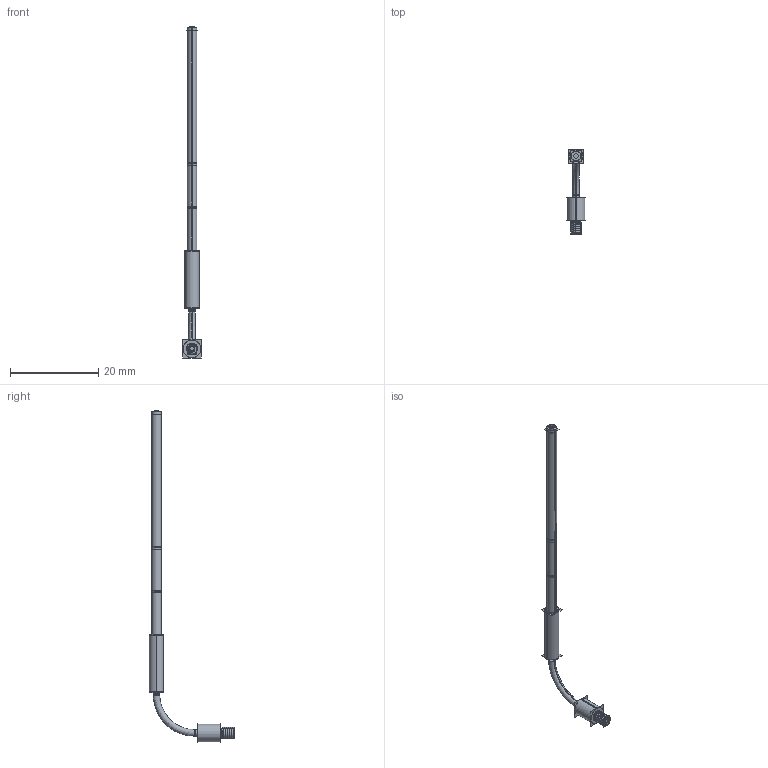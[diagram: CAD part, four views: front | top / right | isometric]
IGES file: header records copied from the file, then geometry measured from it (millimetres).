
Start section:  PTC IGES file: 166420.igs
Global section: file name: 166420.igs; native system: Creo Parametric by Parametric Technology Corporation; preprocessor: 2013230; author: pdmadmin; organization: Unknown; date: 20160105.130746; units: millimetre
Bounding box: 4.15 x 19.38 x 75.11 mm (x, y, z)
Volume: 292.5 mm3; surface area: 5619.5 mm2
Topology: 5 solids, 6 shells, 158 faces, 796 edges, 1034 vertices
Faces by surface type: revolution 114, bspline 44
